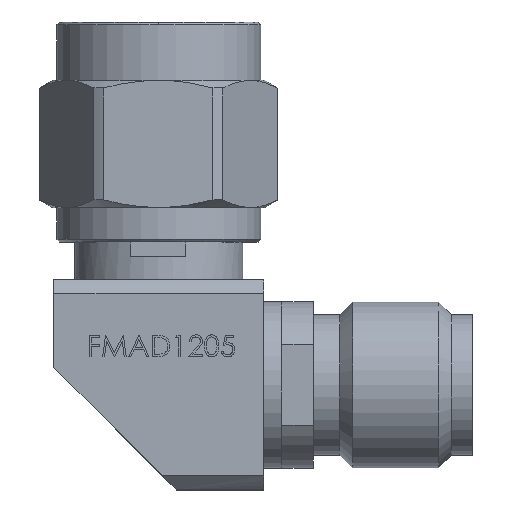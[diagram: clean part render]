
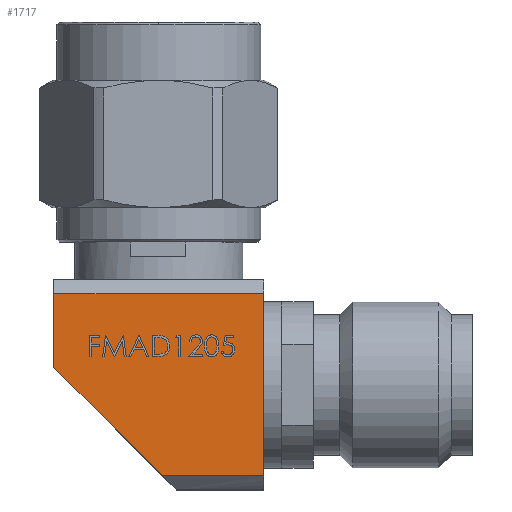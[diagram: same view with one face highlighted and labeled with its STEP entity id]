
A CAD part, top view. The second image highlights one B-rep face of the part: STEP entity #1717.
In plain terms, the highlighted planar face has unit normal (0, 0, 1).
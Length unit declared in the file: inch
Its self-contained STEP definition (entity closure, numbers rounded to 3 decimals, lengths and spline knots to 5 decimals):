
#10 = CARTESIAN_POINT ( 'NONE',  ( -0.02677, -0.13553, 0.15591 ) ) ;
#68 = CARTESIAN_POINT ( 'NONE',  ( -0.17707, -0.13553, 0.15591 ) ) ;
#258 = CARTESIAN_POINT ( 'NONE',  ( -0.33858, 0.02598, 0.15591 ) ) ;
#728 = DIRECTION ( 'NONE',  ( 1., 0., 0. ) ) ;
#881 = EDGE_CURVE ( 'NONE', #2071, #5992, #6312, .T. ) ;
#952 = VECTOR ( 'NONE', #2766, 39.37008 ) ;
#1050 = VERTEX_POINT ( 'NONE', #258 ) ;
#1564 = ORIENTED_EDGE ( 'NONE', *, *, #4305, .T. ) ;
#1717 = ADVANCED_FACE ( 'NONE', ( #5861 ), #8384, .T. ) ;
#1885 = DIRECTION ( 'NONE',  ( 1., 0., 0. ) ) ;
#1943 = LINE ( 'NONE', #3449, #952 ) ;
#2071 = VERTEX_POINT ( 'NONE', #4840 ) ;
#2523 = DIRECTION ( 'NONE',  ( 0., 0., 1. ) ) ;
#2563 = DIRECTION ( 'NONE',  ( 1., 0., 0. ) ) ;
#2636 = DIRECTION ( 'NONE',  ( 0., 1., 0. ) ) ;
#2766 = DIRECTION ( 'NONE',  ( 0.707, -0.707, 0. ) ) ;
#3058 = ORIENTED_EDGE ( 'NONE', *, *, #881, .F. ) ;
#3121 = ORIENTED_EDGE ( 'NONE', *, *, #6169, .T. ) ;
#3123 = VECTOR ( 'NONE', #1885, 39.37008 ) ;
#3159 = VERTEX_POINT ( 'NONE', #3764 ) ;
#3213 = EDGE_LOOP ( 'NONE', ( #3121, #3058, #6868, #4002, #1564 ) ) ;
#3405 = LINE ( 'NONE', #10, #4125 ) ;
#3449 = CARTESIAN_POINT ( 'NONE',  ( -0.33858, 0.02598, 0.15591 ) ) ;
#3510 = CARTESIAN_POINT ( 'NONE',  ( -0.33858, 0.13553, 0.15591 ) ) ;
#3764 = CARTESIAN_POINT ( 'NONE',  ( -0.17707, -0.13553, 0.15591 ) ) ;
#4002 = ORIENTED_EDGE ( 'NONE', *, *, #6118, .T. ) ;
#4125 = VECTOR ( 'NONE', #2636, 39.37008 ) ;
#4262 = VECTOR ( 'NONE', #4735, 39.37008 ) ;
#4305 = EDGE_CURVE ( 'NONE', #3159, #6178, #6600, .T. ) ;
#4697 = LINE ( 'NONE', #3510, #4262 ) ;
#4714 = CARTESIAN_POINT ( 'NONE',  ( -0.02677, -0.13553, 0.15591 ) ) ;
#4735 = DIRECTION ( 'NONE',  ( 0., -1., 0. ) ) ;
#4840 = CARTESIAN_POINT ( 'NONE',  ( -0.33858, 0.13553, 0.15591 ) ) ;
#5818 = CARTESIAN_POINT ( 'NONE',  ( 0., 0., 0.15591 ) ) ;
#5861 = FACE_OUTER_BOUND ( 'NONE', #3213, .T. ) ;
#5992 = VERTEX_POINT ( 'NONE', #6750 ) ;
#6118 = EDGE_CURVE ( 'NONE', #1050, #3159, #1943, .T. ) ;
#6135 = AXIS2_PLACEMENT_3D ( 'NONE', #5818, #2523, #2563 ) ;
#6169 = EDGE_CURVE ( 'NONE', #6178, #5992, #3405, .T. ) ;
#6178 = VERTEX_POINT ( 'NONE', #4714 ) ;
#6312 = LINE ( 'NONE', #6391, #3123 ) ;
#6391 = CARTESIAN_POINT ( 'NONE',  ( -0.33858, 0.13553, 0.15591 ) ) ;
#6469 = EDGE_CURVE ( 'NONE', #2071, #1050, #4697, .T. ) ;
#6600 = LINE ( 'NONE', #68, #7245 ) ;
#6750 = CARTESIAN_POINT ( 'NONE',  ( -0.02677, 0.13553, 0.15591 ) ) ;
#6868 = ORIENTED_EDGE ( 'NONE', *, *, #6469, .T. ) ;
#7245 = VECTOR ( 'NONE', #728, 39.37008 ) ;
#8384 = PLANE ( 'NONE',  #6135 ) ;
